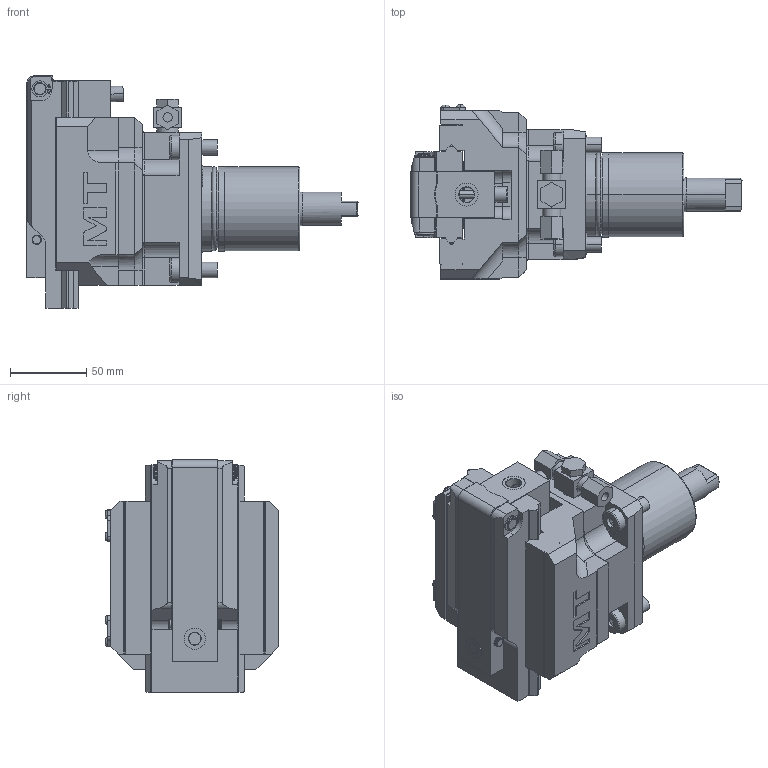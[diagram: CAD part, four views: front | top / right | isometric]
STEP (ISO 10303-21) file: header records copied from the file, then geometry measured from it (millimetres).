
FILE_DESCRIPTION((''),'2;1');
FILE_NAME('OKU1150200_CONF','2024-12-06T08:15:36',('fpalella'),('M.T. srl'),'CREO PARAMETRIC BY PTC INC, 2023352','CREO PARAMETRIC BY PTC INC, 2023352','');
FILE_SCHEMA(('CONFIG_CONTROL_DESIGN'));
Length unit declared in the file: millimetre
Products named in the file (1): OKU1150200_CONF
Bounding box: 217.05 x 113.65 x 152 mm (x, y, z)
Volume: 1217478.9 mm3; surface area: 134142 mm2
Topology: 1 solids, 1 shells, 608 faces, 1558 edges, 990 vertices
Faces by surface type: plane 326, cylinder 208, cone 37, torus 25, bspline 8, extrusion 4
Entity records: 19950 total; most frequent: CARTESIAN_POINT 4939, DIRECTION 3131, ORIENTED_EDGE 3100, EDGE_CURVE 1550, AXIS2_PLACEMENT_3D 1075, VERTEX_POINT 990, VECTOR 981, LINE 977
